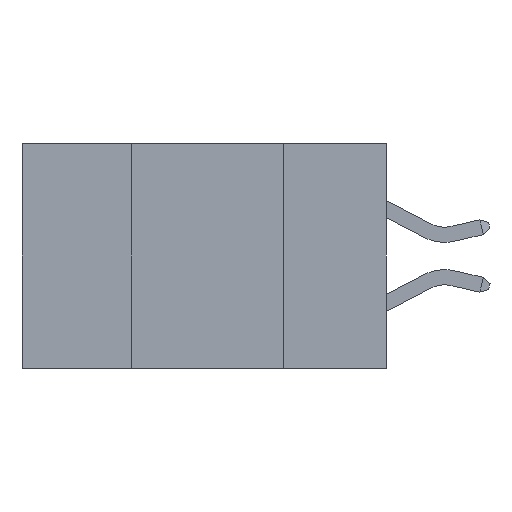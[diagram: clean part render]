
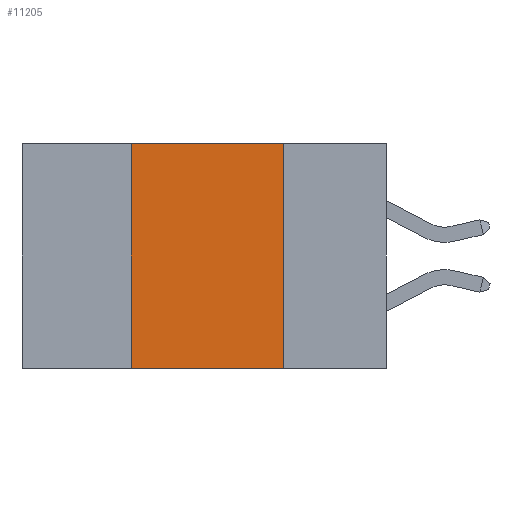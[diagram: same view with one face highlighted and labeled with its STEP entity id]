
A CAD part, left-side view. The second image highlights one B-rep face of the part: STEP entity #11205.
In plain terms, the highlighted planar face has unit normal (-1, 0, 0).
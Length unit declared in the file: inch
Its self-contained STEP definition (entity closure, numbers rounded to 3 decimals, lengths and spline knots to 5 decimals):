
#753 = EDGE_CURVE ( 'NONE', #2225, #1325, #10228, .T. ) ;
#1039 = VERTEX_POINT ( 'NONE', #3882 ) ;
#1325 = VERTEX_POINT ( 'NONE', #14233 ) ;
#2225 = VERTEX_POINT ( 'NONE', #10035 ) ;
#3882 = CARTESIAN_POINT ( 'NONE',  ( 0., 0.17, 0. ) ) ;
#4499 = VECTOR ( 'NONE', #19162, 39.37008 ) ;
#6034 = CARTESIAN_POINT ( 'NONE',  ( 0., 0.6, 0. ) ) ;
#6584 = CARTESIAN_POINT ( 'NONE',  ( 0., 0.42, 0. ) ) ;
#6599 = EDGE_CURVE ( 'NONE', #2225, #12657, #22862, .T. ) ;
#7350 = EDGE_CURVE ( 'NONE', #1039, #1325, #25219, .T. ) ;
#8026 = DIRECTION ( 'NONE',  ( 0., 0., -1. ) ) ;
#10015 = EDGE_CURVE ( 'NONE', #12657, #1039, #12111, .T. ) ;
#10035 = CARTESIAN_POINT ( 'NONE',  ( 0., 0.42, -0.37 ) ) ;
#10228 = LINE ( 'NONE', #12603, #20053 ) ;
#10676 = CARTESIAN_POINT ( 'NONE',  ( 0., 0.6, 0. ) ) ;
#11205 = ADVANCED_FACE ( 'NONE', ( #16113 ), #15912, .F. ) ;
#12111 = LINE ( 'NONE', #10676, #22402 ) ;
#12603 = CARTESIAN_POINT ( 'NONE',  ( 0., 0.6, -0.37 ) ) ;
#12606 = VECTOR ( 'NONE', #17685, 39.37008 ) ;
#12657 = VERTEX_POINT ( 'NONE', #6584 ) ;
#13140 = ORIENTED_EDGE ( 'NONE', *, *, #753, .T. ) ;
#14233 = CARTESIAN_POINT ( 'NONE',  ( 0., 0.17, -0.37 ) ) ;
#15912 = PLANE ( 'NONE',  #23822 ) ;
#16113 = FACE_OUTER_BOUND ( 'NONE', #24075, .T. ) ;
#16377 = ORIENTED_EDGE ( 'NONE', *, *, #10015, .F. ) ;
#17646 = DIRECTION ( 'NONE',  ( 0., -1., 0. ) ) ;
#17685 = DIRECTION ( 'NONE',  ( 0., 0., 1. ) ) ;
#18017 = ORIENTED_EDGE ( 'NONE', *, *, #6599, .F. ) ;
#19162 = DIRECTION ( 'NONE',  ( 0., 0., -1. ) ) ;
#19444 = CARTESIAN_POINT ( 'NONE',  ( 0., 0.42, -0.37 ) ) ;
#19766 = CARTESIAN_POINT ( 'NONE',  ( 0., 0.17, -0.37 ) ) ;
#19797 = DIRECTION ( 'NONE',  ( 1., 0., 0. ) ) ;
#20053 = VECTOR ( 'NONE', #17646, 39.37008 ) ;
#22393 = DIRECTION ( 'NONE',  ( 0., -1., 0. ) ) ;
#22402 = VECTOR ( 'NONE', #22393, 39.37008 ) ;
#22862 = LINE ( 'NONE', #19444, #12606 ) ;
#23239 = ORIENTED_EDGE ( 'NONE', *, *, #7350, .F. ) ;
#23822 = AXIS2_PLACEMENT_3D ( 'NONE', #6034, #19797, #8026 ) ;
#24075 = EDGE_LOOP ( 'NONE', ( #23239, #16377, #18017, #13140 ) ) ;
#25219 = LINE ( 'NONE', #19766, #4499 ) ;
